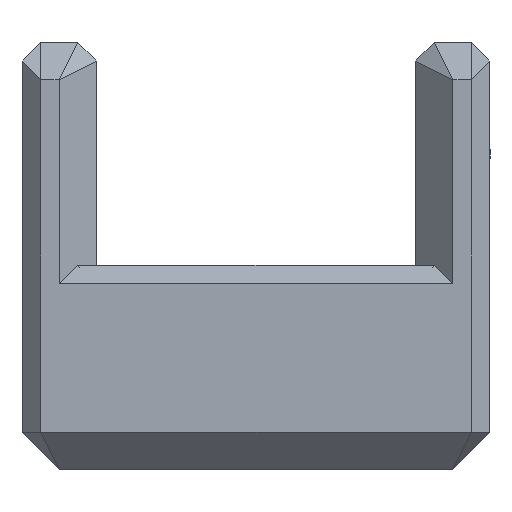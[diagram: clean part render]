
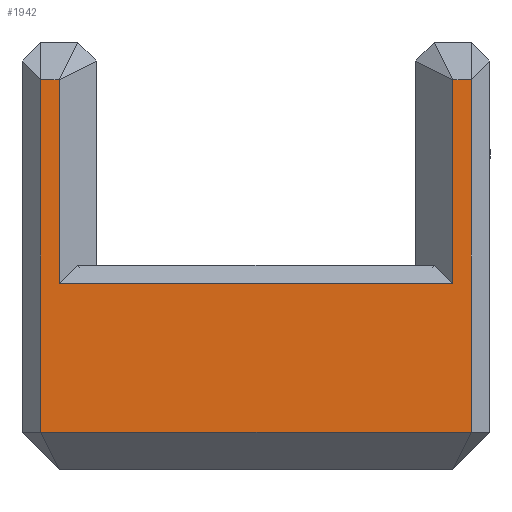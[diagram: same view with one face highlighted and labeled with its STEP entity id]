
A CAD part, left-side view. The second image highlights one B-rep face of the part: STEP entity #1942.
In plain terms, the highlighted planar face has unit normal (-1, 0, 0).
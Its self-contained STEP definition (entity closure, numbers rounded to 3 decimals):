
#147=FACE_OUTER_BOUND('',#264,.T.);
#264=EDGE_LOOP('',(#1543,#1544,#1545,#1546,#1547,#1548,#1549,#1550));
#456=LINE('',#3202,#691);
#459=LINE('',#3208,#694);
#460=LINE('',#3210,#695);
#461=LINE('',#3212,#696);
#462=LINE('',#3214,#697);
#463=LINE('',#3216,#698);
#464=LINE('',#3218,#699);
#465=LINE('',#3219,#700);
#691=VECTOR('',#2345,10.);
#694=VECTOR('',#2350,10.);
#695=VECTOR('',#2351,10.);
#696=VECTOR('',#2352,10.);
#697=VECTOR('',#2353,10.);
#698=VECTOR('',#2354,10.);
#699=VECTOR('',#2355,10.);
#700=VECTOR('',#2356,10.);
#916=VERTEX_POINT('',#3199);
#917=VERTEX_POINT('',#3201);
#919=VERTEX_POINT('',#3207);
#920=VERTEX_POINT('',#3209);
#921=VERTEX_POINT('',#3211);
#922=VERTEX_POINT('',#3213);
#923=VERTEX_POINT('',#3215);
#924=VERTEX_POINT('',#3217);
#1136=EDGE_CURVE('',#916,#917,#456,.T.);
#1139=EDGE_CURVE('',#917,#919,#459,.T.);
#1140=EDGE_CURVE('',#920,#916,#460,.T.);
#1141=EDGE_CURVE('',#921,#920,#461,.T.);
#1142=EDGE_CURVE('',#922,#921,#462,.T.);
#1143=EDGE_CURVE('',#923,#922,#463,.T.);
#1144=EDGE_CURVE('',#924,#923,#464,.T.);
#1145=EDGE_CURVE('',#919,#924,#465,.T.);
#1543=ORIENTED_EDGE('',*,*,#1139,.F.);
#1544=ORIENTED_EDGE('',*,*,#1136,.F.);
#1545=ORIENTED_EDGE('',*,*,#1140,.F.);
#1546=ORIENTED_EDGE('',*,*,#1141,.F.);
#1547=ORIENTED_EDGE('',*,*,#1142,.F.);
#1548=ORIENTED_EDGE('',*,*,#1143,.F.);
#1549=ORIENTED_EDGE('',*,*,#1144,.F.);
#1550=ORIENTED_EDGE('',*,*,#1145,.F.);
#1830=PLANE('',#2059);
#1942=ADVANCED_FACE('',(#147),#1830,.T.);
#2059=AXIS2_PLACEMENT_3D('',#3206,#2348,#2349);
#2345=DIRECTION('',(0.,-1.,0.));
#2348=DIRECTION('center_axis',(-1.,0.,0.));
#2349=DIRECTION('ref_axis',(0.,-1.,0.));
#2350=DIRECTION('',(0.,0.,1.));
#2351=DIRECTION('',(0.,0.,-1.));
#2352=DIRECTION('',(0.,-1.,0.));
#2353=DIRECTION('',(0.,0.,1.));
#2354=DIRECTION('',(0.,1.,0.));
#2355=DIRECTION('',(0.,0.,-1.));
#2356=DIRECTION('',(0.,-1.,0.));
#3199=CARTESIAN_POINT('',(-15.75,5.3,5.));
#3201=CARTESIAN_POINT('',(-15.75,-5.3,5.));
#3202=CARTESIAN_POINT('',(-15.75,3.15,5.));
#3206=CARTESIAN_POINT('Origin',(-15.75,6.3,0.));
#3207=CARTESIAN_POINT('',(-15.75,-5.3,10.5));
#3208=CARTESIAN_POINT('',(-15.75,-5.3,0.75));
#3209=CARTESIAN_POINT('',(-15.75,5.3,10.5));
#3210=CARTESIAN_POINT('',(-15.75,5.3,0.75));
#3211=CARTESIAN_POINT('',(-15.75,5.8,10.5));
#3212=CARTESIAN_POINT('',(-15.75,3.15,10.5));
#3213=CARTESIAN_POINT('',(-15.75,5.8,1.));
#3214=CARTESIAN_POINT('',(-15.75,5.8,0.));
#3215=CARTESIAN_POINT('',(-15.75,-5.8,1.));
#3216=CARTESIAN_POINT('',(-15.75,3.15,1.));
#3217=CARTESIAN_POINT('',(-15.75,-5.8,10.5));
#3218=CARTESIAN_POINT('',(-15.75,-5.8,0.));
#3219=CARTESIAN_POINT('',(-15.75,3.15,10.5));
